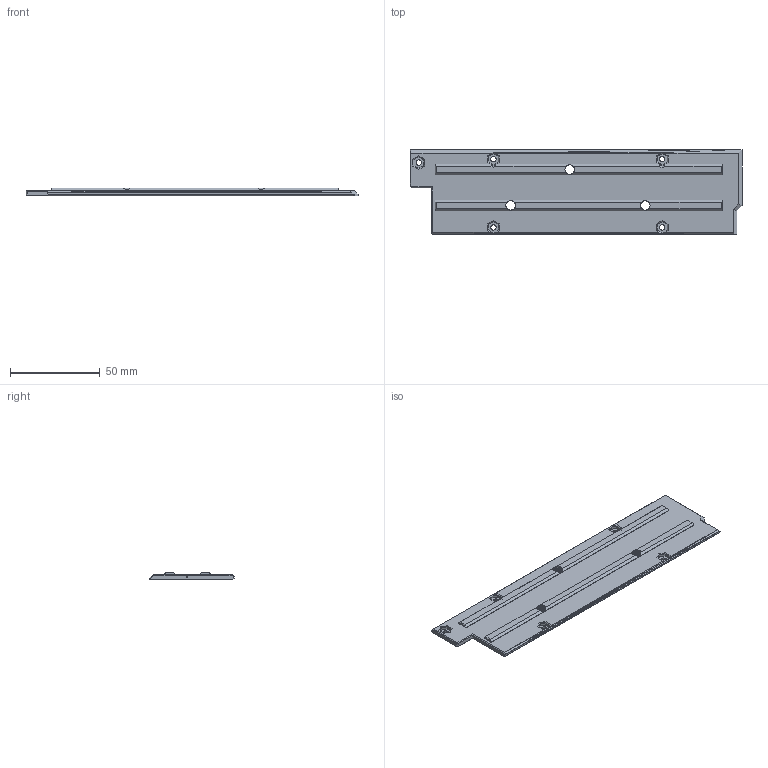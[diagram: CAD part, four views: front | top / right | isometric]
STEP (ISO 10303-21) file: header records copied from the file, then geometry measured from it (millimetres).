
FILE_DESCRIPTION(('FreeCAD Model'),'2;1');
FILE_NAME('Anchor_SKR_Bear_Long_modified.step', '2020-06-19T12:42:31',('Author'),(''), 'Open CASCADE STEP processor 7.4','FreeCAD','Unknown');
FILE_SCHEMA(('AUTOMOTIVE_DESIGN { 1 0 10303 214 1 1 1 1 }'));
Length unit declared in the file: millimetre
Products named in the file (1): Anchor_SKR_Bear_Long_modified
Bounding box: 185 x 47 x 4.4 mm (x, y, z)
Volume: 26012.5 mm3; surface area: 18244.1 mm2
Topology: 1 solids, 1 shells, 632 faces, 1550 edges, 919 vertices
Faces by surface type: plane 632
Entity records: 41500 total; most frequent: CARTESIAN_POINT 7070, DIRECTION 5048, LINE 3782, VECTOR 3782, ORIENTED_EDGE 3100, PCURVE 3100, DEFINITIONAL_REPRESENTATION 3100, EDGE_CURVE 1550
